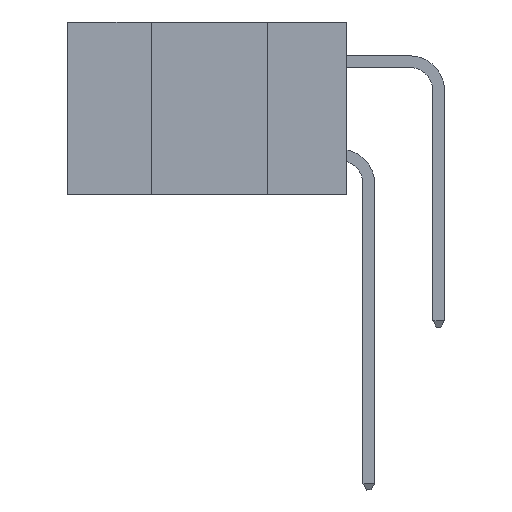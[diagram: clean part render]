
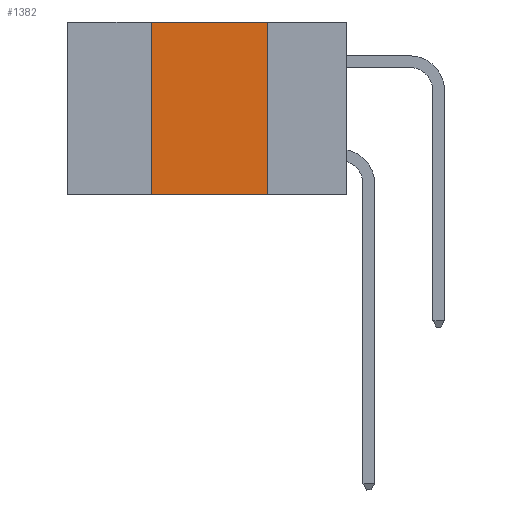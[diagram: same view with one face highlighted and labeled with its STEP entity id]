
A CAD part, left-side view. The second image highlights one B-rep face of the part: STEP entity #1382.
In plain terms, the highlighted planar face has unit normal (-1, 0, 0).
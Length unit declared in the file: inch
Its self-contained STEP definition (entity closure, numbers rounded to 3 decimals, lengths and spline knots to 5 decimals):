
#437 = LINE ( 'NONE', #23608, #4536 ) ;
#785 = VECTOR ( 'NONE', #14563, 39.37008 ) ;
#1001 = AXIS2_PLACEMENT_3D ( 'NONE', #14142, #17954, #5114 ) ;
#1136 = CARTESIAN_POINT ( 'NONE',  ( 0., 0.6, -0.37 ) ) ;
#1382 = ADVANCED_FACE ( 'NONE', ( #12245 ), #17710, .F. ) ;
#2016 = ORIENTED_EDGE ( 'NONE', *, *, #9445, .F. ) ;
#2902 = CARTESIAN_POINT ( 'NONE',  ( 0., 0.42, -0.37 ) ) ;
#3199 = VERTEX_POINT ( 'NONE', #2902 ) ;
#3494 = VECTOR ( 'NONE', #10740, 39.37008 ) ;
#4297 = ORIENTED_EDGE ( 'NONE', *, *, #15907, .F. ) ;
#4536 = VECTOR ( 'NONE', #10378, 39.37008 ) ;
#5114 = DIRECTION ( 'NONE',  ( 0., 0., -1. ) ) ;
#6378 = CARTESIAN_POINT ( 'NONE',  ( 0., 0.17, 0. ) ) ;
#7042 = EDGE_LOOP ( 'NONE', ( #20292, #2016, #4297, #10150 ) ) ;
#9445 = EDGE_CURVE ( 'NONE', #13699, #9759, #437, .T. ) ;
#9487 = VECTOR ( 'NONE', #23421, 39.37008 ) ;
#9759 = VERTEX_POINT ( 'NONE', #6378 ) ;
#10150 = ORIENTED_EDGE ( 'NONE', *, *, #20226, .T. ) ;
#10378 = DIRECTION ( 'NONE',  ( 0., -1., 0. ) ) ;
#10740 = DIRECTION ( 'NONE',  ( 0., -1., 0. ) ) ;
#12238 = LINE ( 'NONE', #17985, #785 ) ;
#12245 = FACE_OUTER_BOUND ( 'NONE', #7042, .T. ) ;
#13699 = VERTEX_POINT ( 'NONE', #16809 ) ;
#14142 = CARTESIAN_POINT ( 'NONE',  ( 0., 0.6, 0. ) ) ;
#14563 = DIRECTION ( 'NONE',  ( 0., 0., 1. ) ) ;
#15491 = CARTESIAN_POINT ( 'NONE',  ( 0., 0.17, 0. ) ) ;
#15907 = EDGE_CURVE ( 'NONE', #3199, #13699, #12238, .T. ) ;
#16809 = CARTESIAN_POINT ( 'NONE',  ( 0., 0.42, 0. ) ) ;
#17710 = PLANE ( 'NONE',  #1001 ) ;
#17954 = DIRECTION ( 'NONE',  ( 1., 0., 0. ) ) ;
#17985 = CARTESIAN_POINT ( 'NONE',  ( 0., 0.42, 0. ) ) ;
#20226 = EDGE_CURVE ( 'NONE', #3199, #23089, #21774, .T. ) ;
#20292 = ORIENTED_EDGE ( 'NONE', *, *, #24024, .F. ) ;
#20773 = CARTESIAN_POINT ( 'NONE',  ( 0., 0.17, -0.37 ) ) ;
#21271 = LINE ( 'NONE', #15491, #9487 ) ;
#21774 = LINE ( 'NONE', #1136, #3494 ) ;
#23089 = VERTEX_POINT ( 'NONE', #20773 ) ;
#23421 = DIRECTION ( 'NONE',  ( 0., 0., -1. ) ) ;
#23608 = CARTESIAN_POINT ( 'NONE',  ( 0., 0.6, 0. ) ) ;
#24024 = EDGE_CURVE ( 'NONE', #9759, #23089, #21271, .T. ) ;
